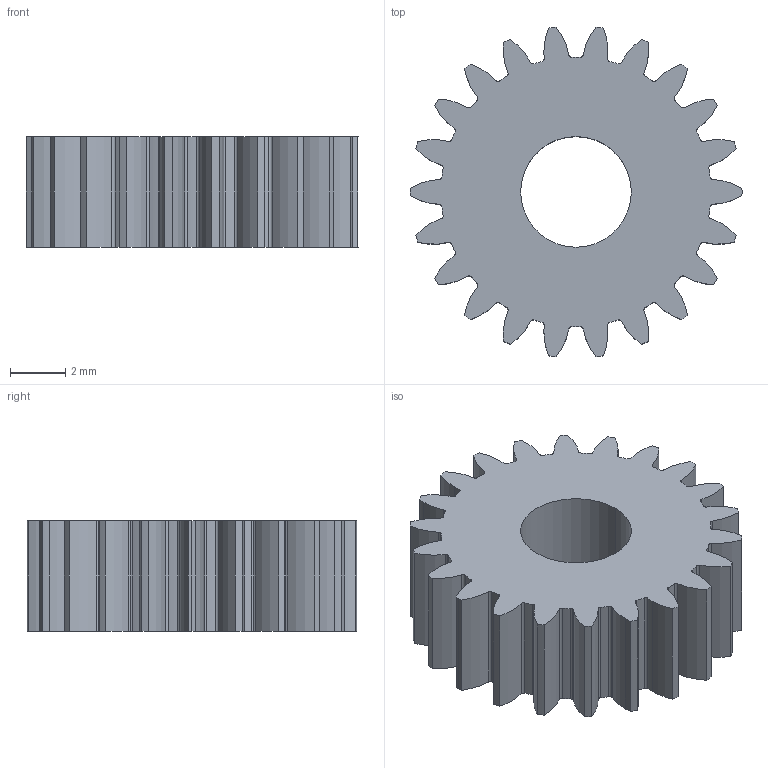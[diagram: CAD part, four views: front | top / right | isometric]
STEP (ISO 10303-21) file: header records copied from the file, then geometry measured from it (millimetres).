
FILE_DESCRIPTION (( 'STEP AP203' ), '1' );
FILE_NAME ('EC-45 flat 50watt with gear.STEP', '2018-06-11T01:49:52', ( '' ), ( '' ), 'SwSTEP 2.0', 'SolidWorks 2016', '' );
FILE_SCHEMA (( 'CONFIG_CONTROL_DESIGN' ));
Length unit declared in the file: millimetre
Products named in the file (1): EC-45 flat 50watt with gear
Bounding box: 12 x 11.91 x 4 mm (x, y, z)
Volume: 317.7 mm3; surface area: 481.2 mm2
Topology: 1 solids, 1 shells, 153 faces, 451 edges, 300 vertices
Faces by surface type: cylinder 149, cone 2, plane 2
Entity records: 5370 total; most frequent: DIRECTION 1059, CARTESIAN_POINT 905, ORIENTED_EDGE 902, AXIS2_PLACEMENT_3D 454, EDGE_CURVE 451, CIRCLE 300, VERTEX_POINT 300, EDGE_LOOP 155
